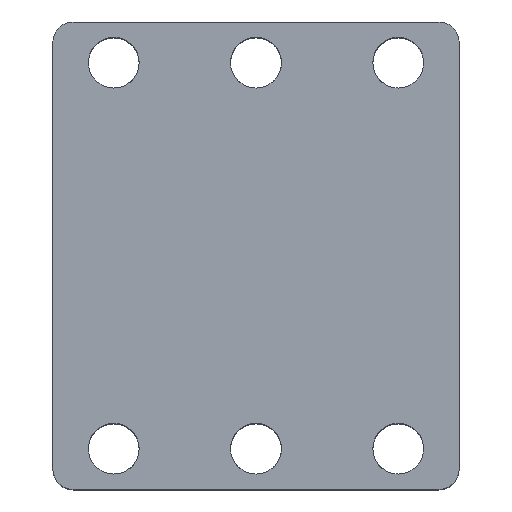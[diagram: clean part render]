
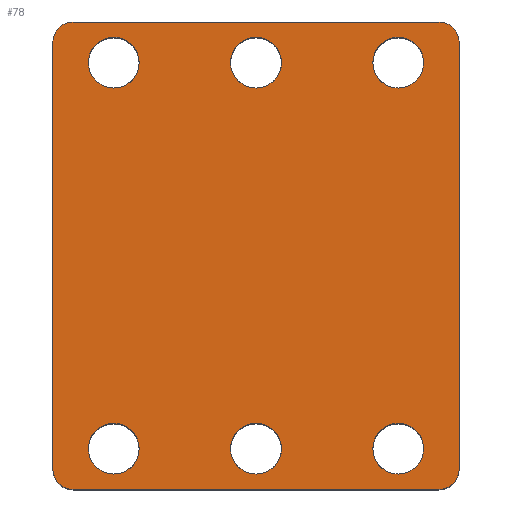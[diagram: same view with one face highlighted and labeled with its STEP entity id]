
A CAD part, top view. The second image highlights one B-rep face of the part: STEP entity #78.
In plain terms, the highlighted planar face has unit normal (0, 0, 1).
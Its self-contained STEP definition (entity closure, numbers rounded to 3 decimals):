
#78=ADVANCED_FACE('',(#191,#192,#193,#194,#195,#196,#197),#107,.T.);
#107=PLANE('',#652);
#118=LINE('',#1050,#150);
#127=LINE('',#1082,#159);
#133=LINE('',#1107,#165);
#134=LINE('',#1112,#166);
#150=VECTOR('',#714,1.);
#159=VECTOR('',#741,1.);
#165=VECTOR('',#763,1.);
#166=VECTOR('',#768,1.);
#191=FACE_BOUND('',#252,.T.);
#192=FACE_BOUND('',#253,.T.);
#193=FACE_BOUND('',#254,.T.);
#194=FACE_BOUND('',#255,.T.);
#195=FACE_BOUND('',#256,.T.);
#196=FACE_BOUND('',#257,.T.);
#197=FACE_BOUND('',#258,.T.);
#252=EDGE_LOOP('',(#350));
#253=EDGE_LOOP('',(#351));
#254=EDGE_LOOP('',(#352));
#255=EDGE_LOOP('',(#353));
#256=EDGE_LOOP('',(#354));
#257=EDGE_LOOP('',(#355));
#258=EDGE_LOOP('',(#356,#357,#358,#359,#360,#361,#362,#363));
#350=ORIENTED_EDGE('',*,*,#552,.T.);
#351=ORIENTED_EDGE('',*,*,#553,.T.);
#352=ORIENTED_EDGE('',*,*,#554,.F.);
#353=ORIENTED_EDGE('',*,*,#555,.F.);
#354=ORIENTED_EDGE('',*,*,#556,.F.);
#355=ORIENTED_EDGE('',*,*,#557,.F.);
#356=ORIENTED_EDGE('',*,*,#530,.T.);
#357=ORIENTED_EDGE('',*,*,#558,.T.);
#358=ORIENTED_EDGE('',*,*,#559,.F.);
#359=ORIENTED_EDGE('',*,*,#560,.T.);
#360=ORIENTED_EDGE('',*,*,#546,.F.);
#361=ORIENTED_EDGE('',*,*,#561,.T.);
#362=ORIENTED_EDGE('',*,*,#562,.T.);
#363=ORIENTED_EDGE('',*,*,#563,.T.);
#471=VERTEX_POINT('',#1049);
#472=VERTEX_POINT('',#1051);
#486=VERTEX_POINT('',#1083);
#487=VERTEX_POINT('',#1084);
#490=VERTEX_POINT('',#1094);
#491=VERTEX_POINT('',#1096);
#492=VERTEX_POINT('',#1098);
#493=VERTEX_POINT('',#1100);
#494=VERTEX_POINT('',#1102);
#495=VERTEX_POINT('',#1104);
#496=VERTEX_POINT('',#1106);
#497=VERTEX_POINT('',#1108);
#498=VERTEX_POINT('',#1111);
#499=VERTEX_POINT('',#1113);
#530=EDGE_CURVE('',#472,#471,#118,.T.);
#546=EDGE_CURVE('',#486,#487,#127,.T.);
#552=EDGE_CURVE('',#490,#490,#602,.T.);
#553=EDGE_CURVE('',#491,#491,#603,.T.);
#554=EDGE_CURVE('',#492,#492,#604,.T.);
#555=EDGE_CURVE('',#493,#493,#605,.T.);
#556=EDGE_CURVE('',#494,#494,#606,.T.);
#557=EDGE_CURVE('',#495,#495,#607,.T.);
#558=EDGE_CURVE('',#471,#496,#608,.T.);
#559=EDGE_CURVE('',#497,#496,#133,.T.);
#560=EDGE_CURVE('',#497,#487,#609,.T.);
#561=EDGE_CURVE('',#486,#498,#610,.T.);
#562=EDGE_CURVE('',#498,#499,#134,.T.);
#563=EDGE_CURVE('',#499,#472,#611,.T.);
#602=CIRCLE('',#642,1.25);
#603=CIRCLE('',#643,1.25);
#604=CIRCLE('',#644,1.25);
#605=CIRCLE('',#645,1.25);
#606=CIRCLE('',#646,1.25);
#607=CIRCLE('',#647,1.25);
#608=CIRCLE('',#648,1.);
#609=CIRCLE('',#649,1.);
#610=CIRCLE('',#650,1.);
#611=CIRCLE('',#651,1.);
#642=AXIS2_PLACEMENT_3D('',#1093,#749,#750);
#643=AXIS2_PLACEMENT_3D('',#1095,#751,#752);
#644=AXIS2_PLACEMENT_3D('',#1097,#753,#754);
#645=AXIS2_PLACEMENT_3D('',#1099,#755,#756);
#646=AXIS2_PLACEMENT_3D('',#1101,#757,#758);
#647=AXIS2_PLACEMENT_3D('',#1103,#759,#760);
#648=AXIS2_PLACEMENT_3D('',#1105,#761,#762);
#649=AXIS2_PLACEMENT_3D('',#1109,#764,#765);
#650=AXIS2_PLACEMENT_3D('',#1110,#766,#767);
#651=AXIS2_PLACEMENT_3D('',#1114,#769,#770);
#652=AXIS2_PLACEMENT_3D('',#1115,#771,#772);
#714=DIRECTION('',(0.,-1.,0.));
#741=DIRECTION('',(0.,-1.,0.));
#749=DIRECTION('',(0.,0.,-1.));
#750=DIRECTION('',(-1.,0.,0.));
#751=DIRECTION('',(0.,0.,-1.));
#752=DIRECTION('',(-1.,0.,0.));
#753=DIRECTION('',(0.,0.,1.));
#754=DIRECTION('',(1.,0.,0.));
#755=DIRECTION('',(0.,0.,1.));
#756=DIRECTION('',(1.,0.,0.));
#757=DIRECTION('',(0.,0.,1.));
#758=DIRECTION('',(1.,0.,0.));
#759=DIRECTION('',(0.,0.,1.));
#760=DIRECTION('',(1.,0.,0.));
#761=DIRECTION('',(0.,0.,1.));
#762=DIRECTION('',(1.,0.,0.));
#763=DIRECTION('',(-1.,0.,0.));
#764=DIRECTION('',(0.,0.,1.));
#765=DIRECTION('',(1.,0.,0.));
#766=DIRECTION('',(0.,0.,1.));
#767=DIRECTION('',(1.,0.,0.));
#768=DIRECTION('',(-1.,0.,0.));
#769=DIRECTION('',(0.,0.,1.));
#770=DIRECTION('',(1.,0.,0.));
#771=DIRECTION('',(0.,0.,1.));
#772=DIRECTION('',(1.,0.,0.));
#1049=CARTESIAN_POINT('',(-10.,1.,10.5));
#1050=CARTESIAN_POINT('',(-10.,23.,10.5));
#1051=CARTESIAN_POINT('',(-10.,22.,10.5));
#1082=CARTESIAN_POINT('',(10.,23.,10.5));
#1083=CARTESIAN_POINT('',(10.,22.,10.5));
#1084=CARTESIAN_POINT('',(10.,1.,10.5));
#1093=CARTESIAN_POINT('',(0.,21.,10.5));
#1094=CARTESIAN_POINT('',(-1.25,21.,10.5));
#1095=CARTESIAN_POINT('',(0.,2.,10.5));
#1096=CARTESIAN_POINT('',(-1.25,2.,10.5));
#1097=CARTESIAN_POINT('',(-7.,21.,10.5));
#1098=CARTESIAN_POINT('',(-5.75,21.,10.5));
#1099=CARTESIAN_POINT('',(7.,21.,10.5));
#1100=CARTESIAN_POINT('',(8.25,21.,10.5));
#1101=CARTESIAN_POINT('',(7.,2.,10.5));
#1102=CARTESIAN_POINT('',(8.25,2.,10.5));
#1103=CARTESIAN_POINT('',(-7.,2.,10.5));
#1104=CARTESIAN_POINT('',(-5.75,2.,10.5));
#1105=CARTESIAN_POINT('',(-9.,1.,10.5));
#1106=CARTESIAN_POINT('',(-9.,0.,10.5));
#1107=CARTESIAN_POINT('',(10.,0.,10.5));
#1108=CARTESIAN_POINT('',(9.,0.,10.5));
#1109=CARTESIAN_POINT('',(9.,1.,10.5));
#1110=CARTESIAN_POINT('',(9.,22.,10.5));
#1111=CARTESIAN_POINT('',(9.,23.,10.5));
#1112=CARTESIAN_POINT('',(10.,23.,10.5));
#1113=CARTESIAN_POINT('',(-9.,23.,10.5));
#1114=CARTESIAN_POINT('',(-9.,22.,10.5));
#1115=CARTESIAN_POINT('',(10.,23.,10.5));
